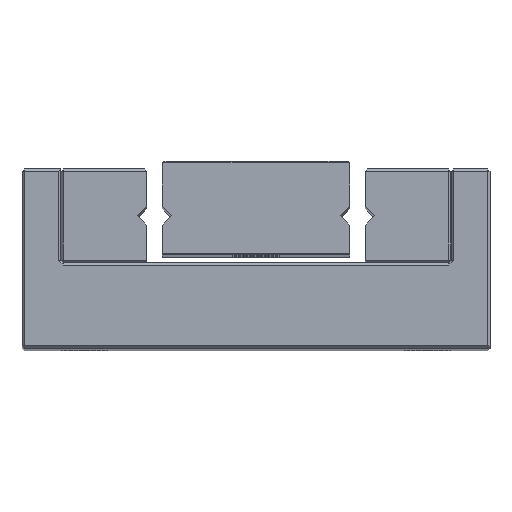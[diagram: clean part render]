
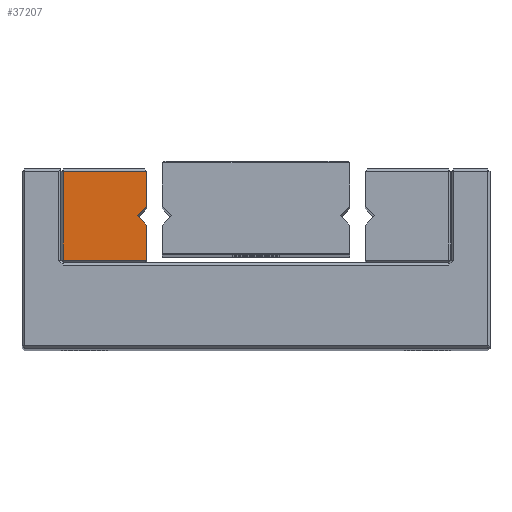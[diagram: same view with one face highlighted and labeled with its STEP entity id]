
A CAD part, top view. The second image highlights one B-rep face of the part: STEP entity #37207.
In plain terms, the highlighted planar face has unit normal (0, 0, 1).
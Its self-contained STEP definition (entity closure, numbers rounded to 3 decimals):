
#36807 = PLANE('',#36808);
#36808 = AXIS2_PLACEMENT_3D('',#36809,#36810,#36811);
#36809 = CARTESIAN_POINT('',(-7.,11.5,0.));
#36810 = DIRECTION('',(1.,0.,0.));
#36811 = DIRECTION('',(0.,-1.,0.));
#36832 = VERTEX_POINT('',#36833);
#36833 = CARTESIAN_POINT('',(-7.,11.35,95.));
#36859 = EDGE_CURVE('',#36832,#36860,#36862,.T.);
#36860 = VERTEX_POINT('',#36861);
#36861 = CARTESIAN_POINT('',(-7.,9.1,95.));
#36862 = SURFACE_CURVE('',#36863,(#36867,#36874),.PCURVE_S1.);
#36863 = LINE('',#36864,#36865);
#36864 = CARTESIAN_POINT('',(-7.,11.5,95.));
#36865 = VECTOR('',#36866,1.);
#36866 = DIRECTION('',(0.,-1.,0.));
#36867 = PCURVE('',#36807,#36868);
#36868 = DEFINITIONAL_REPRESENTATION('',(#36869),#36873);
#36869 = LINE('',#36870,#36871);
#36870 = CARTESIAN_POINT('',(0.,-95.));
#36871 = VECTOR('',#36872,1.);
#36872 = DIRECTION('',(1.,0.));
#36873 = ( GEOMETRIC_REPRESENTATION_CONTEXT(2) 
PARAMETRIC_REPRESENTATION_CONTEXT() REPRESENTATION_CONTEXT('2D SPACE',''
  ) );
#36874 = PCURVE('',#36875,#36880);
#36875 = PLANE('',#36876);
#36876 = AXIS2_PLACEMENT_3D('',#36877,#36878,#36879);
#36877 = CARTESIAN_POINT('',(-7.,11.5,95.));
#36878 = DIRECTION('',(0.,0.,1.));
#36879 = DIRECTION('',(1.,0.,0.));
#36880 = DEFINITIONAL_REPRESENTATION('',(#36881),#36885);
#36881 = LINE('',#36882,#36883);
#36882 = CARTESIAN_POINT('',(0.,0.));
#36883 = VECTOR('',#36884,1.);
#36884 = DIRECTION('',(0.,-1.));
#36885 = ( GEOMETRIC_REPRESENTATION_CONTEXT(2) 
PARAMETRIC_REPRESENTATION_CONTEXT() REPRESENTATION_CONTEXT('2D SPACE',''
  ) );
#36901 = PLANE('',#36902);
#36902 = AXIS2_PLACEMENT_3D('',#36903,#36904,#36905);
#36903 = CARTESIAN_POINT('',(-7.,9.1,0.));
#36904 = DIRECTION('',(0.707,-0.707,0.));
#36905 = DIRECTION('',(-0.707,-0.707,0.));
#37017 = PLANE('',#37018);
#37018 = AXIS2_PLACEMENT_3D('',#37019,#37020,#37021);
#37019 = CARTESIAN_POINT('',(-7.,7.9,0.));
#37020 = DIRECTION('',(1.,0.,0.));
#37021 = DIRECTION('',(0.,-1.,0.));
#37045 = PLANE('',#37046);
#37046 = AXIS2_PLACEMENT_3D('',#37047,#37048,#37049);
#37047 = CARTESIAN_POINT('',(-7.6,8.5,0.));
#37048 = DIRECTION('',(0.707,0.707,0.));
#37049 = DIRECTION('',(0.707,-0.707,0.));
#37121 = PLANE('',#37122);
#37122 = AXIS2_PLACEMENT_3D('',#37123,#37124,#37125);
#37123 = CARTESIAN_POINT('',(-12.5,11.425,94.925));
#37124 = DIRECTION('',(0.,0.707,0.707
    ));
#37125 = DIRECTION('',(-1.,0.,0.));
#37163 = EDGE_CURVE('',#36860,#37164,#37166,.T.);
#37164 = VERTEX_POINT('',#37165);
#37165 = CARTESIAN_POINT('',(-7.6,8.5,95.));
#37166 = SURFACE_CURVE('',#37167,(#37171,#37178),.PCURVE_S1.);
#37167 = LINE('',#37168,#37169);
#37168 = CARTESIAN_POINT('',(-7.,9.1,95.));
#37169 = VECTOR('',#37170,1.);
#37170 = DIRECTION('',(-0.707,-0.707,0.));
#37171 = PCURVE('',#36901,#37172);
#37172 = DEFINITIONAL_REPRESENTATION('',(#37173),#37177);
#37173 = LINE('',#37174,#37175);
#37174 = CARTESIAN_POINT('',(0.,-95.));
#37175 = VECTOR('',#37176,1.);
#37176 = DIRECTION('',(1.,0.));
#37177 = ( GEOMETRIC_REPRESENTATION_CONTEXT(2) 
PARAMETRIC_REPRESENTATION_CONTEXT() REPRESENTATION_CONTEXT('2D SPACE',''
  ) );
#37178 = PCURVE('',#36875,#37179);
#37179 = DEFINITIONAL_REPRESENTATION('',(#37180),#37184);
#37180 = LINE('',#37181,#37182);
#37181 = CARTESIAN_POINT('',(0.,-2.4));
#37182 = VECTOR('',#37183,1.);
#37183 = DIRECTION('',(-0.707,-0.707));
#37184 = ( GEOMETRIC_REPRESENTATION_CONTEXT(2) 
PARAMETRIC_REPRESENTATION_CONTEXT() REPRESENTATION_CONTEXT('2D SPACE',''
  ) );
#37207 = ADVANCED_FACE('',(#37208),#36875,.T.);
#37208 = FACE_BOUND('',#37209,.T.);
#37209 = EDGE_LOOP('',(#37210,#37211,#37234,#37262,#37290,#37313,#37334)
  );
#37210 = ORIENTED_EDGE('',*,*,#36859,.F.);
#37211 = ORIENTED_EDGE('',*,*,#37212,.F.);
#37212 = EDGE_CURVE('',#37213,#36832,#37215,.T.);
#37213 = VERTEX_POINT('',#37214);
#37214 = CARTESIAN_POINT('',(-12.35,11.35,95.));
#37215 = SURFACE_CURVE('',#37216,(#37220,#37227),.PCURVE_S1.);
#37216 = LINE('',#37217,#37218);
#37217 = CARTESIAN_POINT('',(-12.5,11.35,95.));
#37218 = VECTOR('',#37219,1.);
#37219 = DIRECTION('',(1.,0.,0.));
#37220 = PCURVE('',#36875,#37221);
#37221 = DEFINITIONAL_REPRESENTATION('',(#37222),#37226);
#37222 = LINE('',#37223,#37224);
#37223 = CARTESIAN_POINT('',(-5.5,-0.15));
#37224 = VECTOR('',#37225,1.);
#37225 = DIRECTION('',(1.,0.));
#37226 = ( GEOMETRIC_REPRESENTATION_CONTEXT(2) 
PARAMETRIC_REPRESENTATION_CONTEXT() REPRESENTATION_CONTEXT('2D SPACE',''
  ) );
#37227 = PCURVE('',#37121,#37228);
#37228 = DEFINITIONAL_REPRESENTATION('',(#37229),#37233);
#37229 = LINE('',#37230,#37231);
#37230 = CARTESIAN_POINT('',(0.,0.106));
#37231 = VECTOR('',#37232,1.);
#37232 = DIRECTION('',(-1.,0.));
#37233 = ( GEOMETRIC_REPRESENTATION_CONTEXT(2) 
PARAMETRIC_REPRESENTATION_CONTEXT() REPRESENTATION_CONTEXT('2D SPACE',''
  ) );
#37234 = ORIENTED_EDGE('',*,*,#37235,.F.);
#37235 = EDGE_CURVE('',#37236,#37213,#37238,.T.);
#37236 = VERTEX_POINT('',#37237);
#37237 = CARTESIAN_POINT('',(-12.35,5.65,95.));
#37238 = SURFACE_CURVE('',#37239,(#37243,#37250),.PCURVE_S1.);
#37239 = LINE('',#37240,#37241);
#37240 = CARTESIAN_POINT('',(-12.35,5.5,95.));
#37241 = VECTOR('',#37242,1.);
#37242 = DIRECTION('',(0.,1.,0.));
#37243 = PCURVE('',#36875,#37244);
#37244 = DEFINITIONAL_REPRESENTATION('',(#37245),#37249);
#37245 = LINE('',#37246,#37247);
#37246 = CARTESIAN_POINT('',(-5.35,-6.));
#37247 = VECTOR('',#37248,1.);
#37248 = DIRECTION('',(0.,1.));
#37249 = ( GEOMETRIC_REPRESENTATION_CONTEXT(2) 
PARAMETRIC_REPRESENTATION_CONTEXT() REPRESENTATION_CONTEXT('2D SPACE',''
  ) );
#37250 = PCURVE('',#37251,#37256);
#37251 = PLANE('',#37252);
#37252 = AXIS2_PLACEMENT_3D('',#37253,#37254,#37255);
#37253 = CARTESIAN_POINT('',(-12.425,5.5,94.925));
#37254 = DIRECTION('',(-0.707,0.,
    0.707));
#37255 = DIRECTION('',(0.,-1.,0.));
#37256 = DEFINITIONAL_REPRESENTATION('',(#37257),#37261);
#37257 = LINE('',#37258,#37259);
#37258 = CARTESIAN_POINT('',(0.,0.106));
#37259 = VECTOR('',#37260,1.);
#37260 = DIRECTION('',(-1.,0.));
#37261 = ( GEOMETRIC_REPRESENTATION_CONTEXT(2) 
PARAMETRIC_REPRESENTATION_CONTEXT() REPRESENTATION_CONTEXT('2D SPACE',''
  ) );
#37262 = ORIENTED_EDGE('',*,*,#37263,.F.);
#37263 = EDGE_CURVE('',#37264,#37236,#37266,.T.);
#37264 = VERTEX_POINT('',#37265);
#37265 = CARTESIAN_POINT('',(-7.,5.65,95.));
#37266 = SURFACE_CURVE('',#37267,(#37271,#37278),.PCURVE_S1.);
#37267 = LINE('',#37268,#37269);
#37268 = CARTESIAN_POINT('',(-7.,5.65,95.));
#37269 = VECTOR('',#37270,1.);
#37270 = DIRECTION('',(-1.,0.,0.));
#37271 = PCURVE('',#36875,#37272);
#37272 = DEFINITIONAL_REPRESENTATION('',(#37273),#37277);
#37273 = LINE('',#37274,#37275);
#37274 = CARTESIAN_POINT('',(0.,-5.85));
#37275 = VECTOR('',#37276,1.);
#37276 = DIRECTION('',(-1.,0.));
#37277 = ( GEOMETRIC_REPRESENTATION_CONTEXT(2) 
PARAMETRIC_REPRESENTATION_CONTEXT() REPRESENTATION_CONTEXT('2D SPACE',''
  ) );
#37278 = PCURVE('',#37279,#37284);
#37279 = PLANE('',#37280);
#37280 = AXIS2_PLACEMENT_3D('',#37281,#37282,#37283);
#37281 = CARTESIAN_POINT('',(-7.,5.575,94.925));
#37282 = DIRECTION('',(0.,-0.707,
    0.707));
#37283 = DIRECTION('',(1.,0.,0.));
#37284 = DEFINITIONAL_REPRESENTATION('',(#37285),#37289);
#37285 = LINE('',#37286,#37287);
#37286 = CARTESIAN_POINT('',(0.,0.106));
#37287 = VECTOR('',#37288,1.);
#37288 = DIRECTION('',(-1.,0.));
#37289 = ( GEOMETRIC_REPRESENTATION_CONTEXT(2) 
PARAMETRIC_REPRESENTATION_CONTEXT() REPRESENTATION_CONTEXT('2D SPACE',''
  ) );
#37290 = ORIENTED_EDGE('',*,*,#37291,.F.);
#37291 = EDGE_CURVE('',#37292,#37264,#37294,.T.);
#37292 = VERTEX_POINT('',#37293);
#37293 = CARTESIAN_POINT('',(-7.,7.9,95.));
#37294 = SURFACE_CURVE('',#37295,(#37299,#37306),.PCURVE_S1.);
#37295 = LINE('',#37296,#37297);
#37296 = CARTESIAN_POINT('',(-7.,7.9,95.));
#37297 = VECTOR('',#37298,1.);
#37298 = DIRECTION('',(0.,-1.,0.));
#37299 = PCURVE('',#36875,#37300);
#37300 = DEFINITIONAL_REPRESENTATION('',(#37301),#37305);
#37301 = LINE('',#37302,#37303);
#37302 = CARTESIAN_POINT('',(0.,-3.6));
#37303 = VECTOR('',#37304,1.);
#37304 = DIRECTION('',(0.,-1.));
#37305 = ( GEOMETRIC_REPRESENTATION_CONTEXT(2) 
PARAMETRIC_REPRESENTATION_CONTEXT() REPRESENTATION_CONTEXT('2D SPACE',''
  ) );
#37306 = PCURVE('',#37017,#37307);
#37307 = DEFINITIONAL_REPRESENTATION('',(#37308),#37312);
#37308 = LINE('',#37309,#37310);
#37309 = CARTESIAN_POINT('',(0.,-95.));
#37310 = VECTOR('',#37311,1.);
#37311 = DIRECTION('',(1.,0.));
#37312 = ( GEOMETRIC_REPRESENTATION_CONTEXT(2) 
PARAMETRIC_REPRESENTATION_CONTEXT() REPRESENTATION_CONTEXT('2D SPACE',''
  ) );
#37313 = ORIENTED_EDGE('',*,*,#37314,.F.);
#37314 = EDGE_CURVE('',#37164,#37292,#37315,.T.);
#37315 = SURFACE_CURVE('',#37316,(#37320,#37327),.PCURVE_S1.);
#37316 = LINE('',#37317,#37318);
#37317 = CARTESIAN_POINT('',(-7.6,8.5,95.));
#37318 = VECTOR('',#37319,1.);
#37319 = DIRECTION('',(0.707,-0.707,0.));
#37320 = PCURVE('',#36875,#37321);
#37321 = DEFINITIONAL_REPRESENTATION('',(#37322),#37326);
#37322 = LINE('',#37323,#37324);
#37323 = CARTESIAN_POINT('',(-0.6,-3.));
#37324 = VECTOR('',#37325,1.);
#37325 = DIRECTION('',(0.707,-0.707));
#37326 = ( GEOMETRIC_REPRESENTATION_CONTEXT(2) 
PARAMETRIC_REPRESENTATION_CONTEXT() REPRESENTATION_CONTEXT('2D SPACE',''
  ) );
#37327 = PCURVE('',#37045,#37328);
#37328 = DEFINITIONAL_REPRESENTATION('',(#37329),#37333);
#37329 = LINE('',#37330,#37331);
#37330 = CARTESIAN_POINT('',(0.,-95.));
#37331 = VECTOR('',#37332,1.);
#37332 = DIRECTION('',(1.,0.));
#37333 = ( GEOMETRIC_REPRESENTATION_CONTEXT(2) 
PARAMETRIC_REPRESENTATION_CONTEXT() REPRESENTATION_CONTEXT('2D SPACE',''
  ) );
#37334 = ORIENTED_EDGE('',*,*,#37163,.F.);
